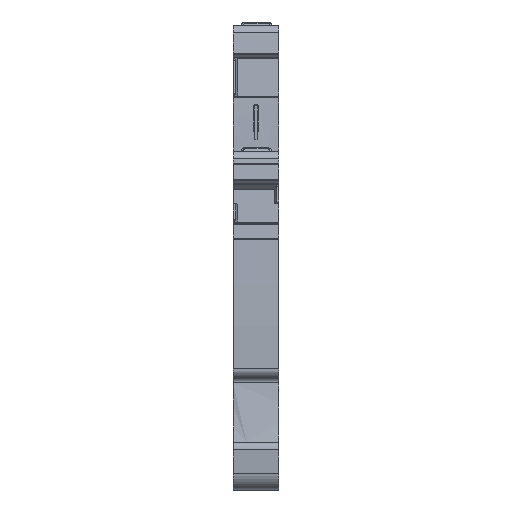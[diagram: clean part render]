
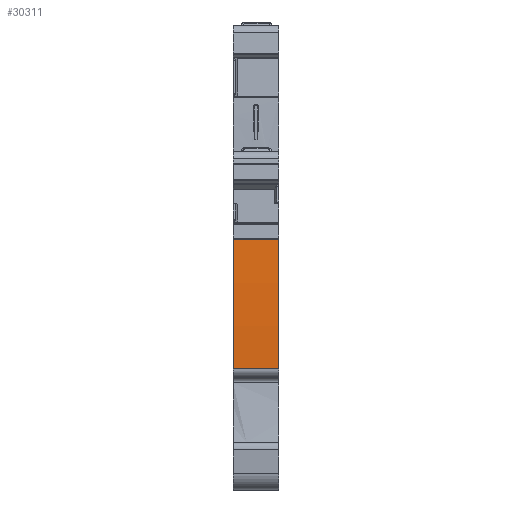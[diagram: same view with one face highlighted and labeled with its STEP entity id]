
A CAD part, front view. The second image highlights one B-rep face of the part: STEP entity #30311.
In plain terms, the highlighted cylindrical face has radius 154.9 mm (diameter 309.8 mm), a partial arc.
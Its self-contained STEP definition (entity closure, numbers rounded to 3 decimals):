
#21512=AXIS2_PLACEMENT_3D('Circle Axis2P3D',#21510,#21511,$) ;
#26779=AXIS2_PLACEMENT_3D('Cylinder Axis2P3D',#26776,#26777,#26778) ;
#30302=AXIS2_PLACEMENT_3D('Circle Axis2P3D',#30300,#30301,$) ;
#21505=CARTESIAN_POINT('Vertex',(5.1,0.868,27.819)) ;
#21510=CARTESIAN_POINT('Axis2P3D Location',(5.1,155.393,17.05)) ;
#21514=CARTESIAN_POINT('Vertex',(5.1,0.535,13.45)) ;
#26776=CARTESIAN_POINT('Axis2P3D Location',(2.55,155.393,17.05)) ;
#30277=CARTESIAN_POINT('Vertex',(0.,0.535,13.45)) ;
#30280=CARTESIAN_POINT('Line Origine',(1.94,0.535,13.45)) ;
#30293=CARTESIAN_POINT('Line Origine',(2.55,0.868,27.819)) ;
#30297=CARTESIAN_POINT('Vertex',(0.,0.868,27.819)) ;
#30300=CARTESIAN_POINT('Axis2P3D Location',(0.,155.393,17.05)) ;
#21511=DIRECTION('Axis2P3D Direction',(1.,0.,0.)) ;
#26777=DIRECTION('Axis2P3D Direction',(1.,0.,0.)) ;
#26778=DIRECTION('Axis2P3D XDirection',(0.,-0.992,0.127)) ;
#30281=DIRECTION('Vector Direction',(1.,0.,0.)) ;
#30294=DIRECTION('Vector Direction',(1.,0.,0.)) ;
#30301=DIRECTION('Axis2P3D Direction',(1.,0.,0.)) ;
#30282=VECTOR('Line Direction',#30281,1.) ;
#30295=VECTOR('Line Direction',#30294,1.) ;
#30306=ORIENTED_EDGE('',*,*,#30284,.F.) ;
#30307=ORIENTED_EDGE('',*,*,#21516,.F.) ;
#30308=ORIENTED_EDGE('',*,*,#30299,.F.) ;
#30309=ORIENTED_EDGE('',*,*,#30304,.T.) ;
#30311=ADVANCED_FACE('PartBody',(#30310),#26780,.T.) ;
#21513=CIRCLE('generated circle',#21512,154.9) ;
#30303=CIRCLE('generated circle',#30302,154.9) ;
#26780=CYLINDRICAL_SURFACE('generated cylinder',#26779,154.9) ;
#21516=EDGE_CURVE('',#21506,#21515,#21513,.T.) ;
#30284=EDGE_CURVE('',#21515,#30278,#30283,.F.) ;
#30299=EDGE_CURVE('',#30298,#21506,#30296,.T.) ;
#30304=EDGE_CURVE('',#30298,#30278,#30303,.T.) ;
#30305=EDGE_LOOP('',(#30306,#30307,#30308,#30309)) ;
#30310=FACE_OUTER_BOUND('',#30305,.T.) ;
#30283=LINE('Line',#30280,#30282) ;
#30296=LINE('Line',#30293,#30295) ;
#21506=VERTEX_POINT('',#21505) ;
#21515=VERTEX_POINT('',#21514) ;
#30278=VERTEX_POINT('',#30277) ;
#30298=VERTEX_POINT('',#30297) ;
